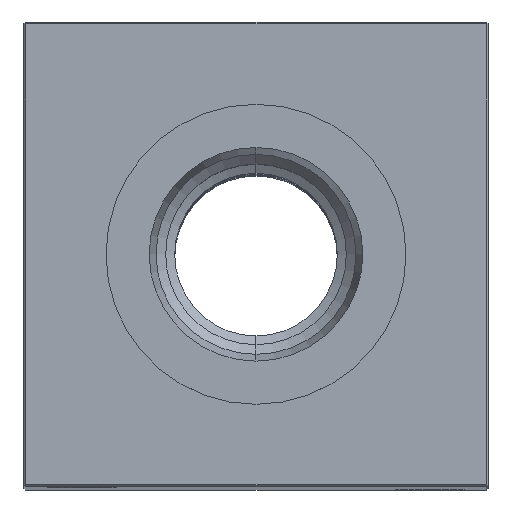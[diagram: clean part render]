
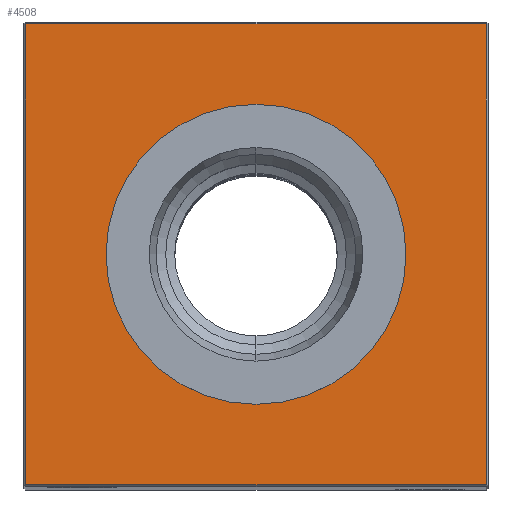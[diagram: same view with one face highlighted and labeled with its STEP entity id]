
A CAD part, top view. The second image highlights one B-rep face of the part: STEP entity #4508.
In plain terms, the highlighted planar face has unit normal (0, 0, 1).
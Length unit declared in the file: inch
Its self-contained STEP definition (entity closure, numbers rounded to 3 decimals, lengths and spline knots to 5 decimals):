
#98 = DIRECTION ( 'NONE',  ( -1., 0., 0. ) ) ;
#214 = VECTOR ( 'NONE', #13166, 39.37008 ) ;
#474 = LINE ( 'NONE', #17594, #214 ) ;
#951 = ORIENTED_EDGE ( 'NONE', *, *, #16169, .T. ) ;
#1202 = EDGE_CURVE ( 'NONE', #3635, #4519, #474, .T. ) ;
#1431 = CARTESIAN_POINT ( 'NONE',  ( 1.24, -1.24, 10.5 ) ) ;
#1576 = DIRECTION ( 'NONE',  ( 0., 0., -1. ) ) ;
#3441 = ORIENTED_EDGE ( 'NONE', *, *, #1202, .T. ) ;
#3635 = VERTEX_POINT ( 'NONE', #23932 ) ;
#4508 = ADVANCED_FACE ( 'NONE', ( #17361, #21649 ), #8153, .F. ) ;
#4519 = VERTEX_POINT ( 'NONE', #1431 ) ;
#4731 = VERTEX_POINT ( 'NONE', #11798 ) ;
#5800 = EDGE_CURVE ( 'NONE', #4519, #17746, #16367, .T. ) ;
#6010 = AXIS2_PLACEMENT_3D ( 'NONE', #24090, #6399, #15391 ) ;
#6399 = DIRECTION ( 'NONE',  ( 0., 0., -1. ) ) ;
#7398 = CARTESIAN_POINT ( 'NONE',  ( 0., -0.80709, 10.5 ) ) ;
#8153 = PLANE ( 'NONE',  #20130 ) ;
#8779 = EDGE_LOOP ( 'NONE', ( #9337, #951 ) ) ;
#8805 = DIRECTION ( 'NONE',  ( -1., 0., 0. ) ) ;
#8962 = CARTESIAN_POINT ( 'NONE',  ( 1.24, 1.24, 10.5 ) ) ;
#9337 = ORIENTED_EDGE ( 'NONE', *, *, #26166, .T. ) ;
#9662 = CIRCLE ( 'NONE', #6010, 0.80709 ) ;
#10606 = EDGE_CURVE ( 'NONE', #4731, #3635, #19874, .T. ) ;
#10816 = ORIENTED_EDGE ( 'NONE', *, *, #24165, .T. ) ;
#11248 = VERTEX_POINT ( 'NONE', #7398 ) ;
#11798 = CARTESIAN_POINT ( 'NONE',  ( -1.24, 1.24, 10.5 ) ) ;
#13166 = DIRECTION ( 'NONE',  ( 1., 0., 0. ) ) ;
#14585 = CARTESIAN_POINT ( 'NONE',  ( 0., 0., 10.5 ) ) ;
#14936 = ORIENTED_EDGE ( 'NONE', *, *, #5800, .T. ) ;
#15391 = DIRECTION ( 'NONE',  ( -1., 0., 0. ) ) ;
#15418 = VECTOR ( 'NONE', #8805, 39.37008 ) ;
#16161 = CARTESIAN_POINT ( 'NONE',  ( 0., 0., 10.5 ) ) ;
#16169 = EDGE_CURVE ( 'NONE', #11248, #19959, #18021, .T. ) ;
#16367 = LINE ( 'NONE', #18513, #26106 ) ;
#17361 = FACE_OUTER_BOUND ( 'NONE', #22215, .T. ) ;
#17580 = VECTOR ( 'NONE', #17599, 39.37008 ) ;
#17594 = CARTESIAN_POINT ( 'NONE',  ( 0., -1.24, 10.5 ) ) ;
#17599 = DIRECTION ( 'NONE',  ( 0., -1., 0. ) ) ;
#17746 = VERTEX_POINT ( 'NONE', #8962 ) ;
#18021 = CIRCLE ( 'NONE', #20304, 0.80709 ) ;
#18513 = CARTESIAN_POINT ( 'NONE',  ( 1.24, 0., 10.5 ) ) ;
#19874 = LINE ( 'NONE', #24011, #17580 ) ;
#19959 = VERTEX_POINT ( 'NONE', #25291 ) ;
#20130 = AXIS2_PLACEMENT_3D ( 'NONE', #14585, #1576, #98 ) ;
#20304 = AXIS2_PLACEMENT_3D ( 'NONE', #16161, #26742, #24310 ) ;
#21649 = FACE_BOUND ( 'NONE', #8779, .T. ) ;
#22215 = EDGE_LOOP ( 'NONE', ( #25347, #3441, #14936, #10816 ) ) ;
#23932 = CARTESIAN_POINT ( 'NONE',  ( -1.24, -1.24, 10.5 ) ) ;
#24011 = CARTESIAN_POINT ( 'NONE',  ( -1.24, 0., 10.5 ) ) ;
#24090 = CARTESIAN_POINT ( 'NONE',  ( 0., 0., 10.5 ) ) ;
#24165 = EDGE_CURVE ( 'NONE', #17746, #4731, #24213, .T. ) ;
#24213 = LINE ( 'NONE', #27949, #15418 ) ;
#24310 = DIRECTION ( 'NONE',  ( -1., 0., 0. ) ) ;
#24940 = DIRECTION ( 'NONE',  ( 0., 1., 0. ) ) ;
#25291 = CARTESIAN_POINT ( 'NONE',  ( 0., 0.80709, 10.5 ) ) ;
#25347 = ORIENTED_EDGE ( 'NONE', *, *, #10606, .T. ) ;
#26106 = VECTOR ( 'NONE', #24940, 39.37008 ) ;
#26166 = EDGE_CURVE ( 'NONE', #19959, #11248, #9662, .T. ) ;
#26742 = DIRECTION ( 'NONE',  ( 0., 0., -1. ) ) ;
#27949 = CARTESIAN_POINT ( 'NONE',  ( 0., 1.24, 10.5 ) ) ;
